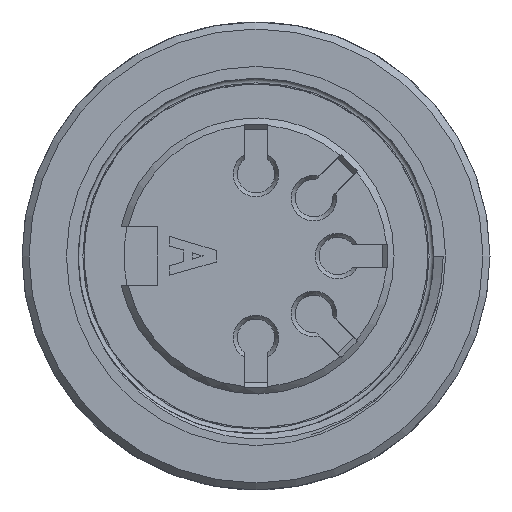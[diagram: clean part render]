
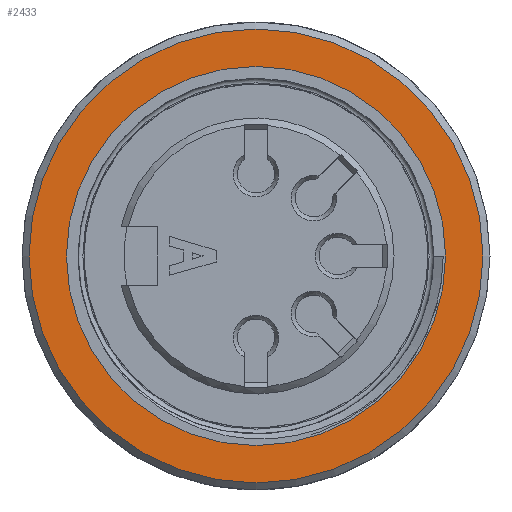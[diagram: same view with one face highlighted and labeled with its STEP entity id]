
A CAD part, front view. The second image highlights one B-rep face of the part: STEP entity #2433.
In plain terms, the highlighted planar face has unit normal (0, -1, 0).
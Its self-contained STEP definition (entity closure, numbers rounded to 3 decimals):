
#2092=CIRCLE('',#9673,9.7);
#2093=CIRCLE('',#9675,8.1);
#2246=FACE_BOUND('',#3448,.T.);
#2247=FACE_BOUND('',#3449,.T.);
#2433=ADVANCED_FACE('',(#2246,#2247),#2842,.F.);
#2842=PLANE('',#9676);
#3448=EDGE_LOOP('',(#4292));
#3449=EDGE_LOOP('',(#4293));
#4292=ORIENTED_EDGE('',*,*,#7375,.F.);
#4293=ORIENTED_EDGE('',*,*,#7374,.T.);
#6481=VERTEX_POINT('',#12606);
#6482=VERTEX_POINT('',#12609);
#7374=EDGE_CURVE('',#6481,#6481,#2092,.T.);
#7375=EDGE_CURVE('',#6482,#6482,#2093,.T.);
#9673=AXIS2_PLACEMENT_3D('',#12605,#10502,#10503);
#9675=AXIS2_PLACEMENT_3D('',#12608,#10506,#10507);
#9676=AXIS2_PLACEMENT_3D('',#12610,#10508,#10509);
#10502=DIRECTION('',(0.,-1.,0.));
#10503=DIRECTION('',(1.,0.,0.));
#10506=DIRECTION('',(0.,-1.,0.));
#10507=DIRECTION('',(1.,0.,0.));
#10508=DIRECTION('',(0.,1.,0.));
#10509=DIRECTION('',(-1.,0.,0.));
#12605=CARTESIAN_POINT('',(0.596,-24.756,0.));
#12606=CARTESIAN_POINT('',(10.296,-24.756,0.));
#12608=CARTESIAN_POINT('',(0.596,-24.756,0.));
#12609=CARTESIAN_POINT('',(8.696,-24.756,0.));
#12610=CARTESIAN_POINT('',(10.296,-24.756,0.));
